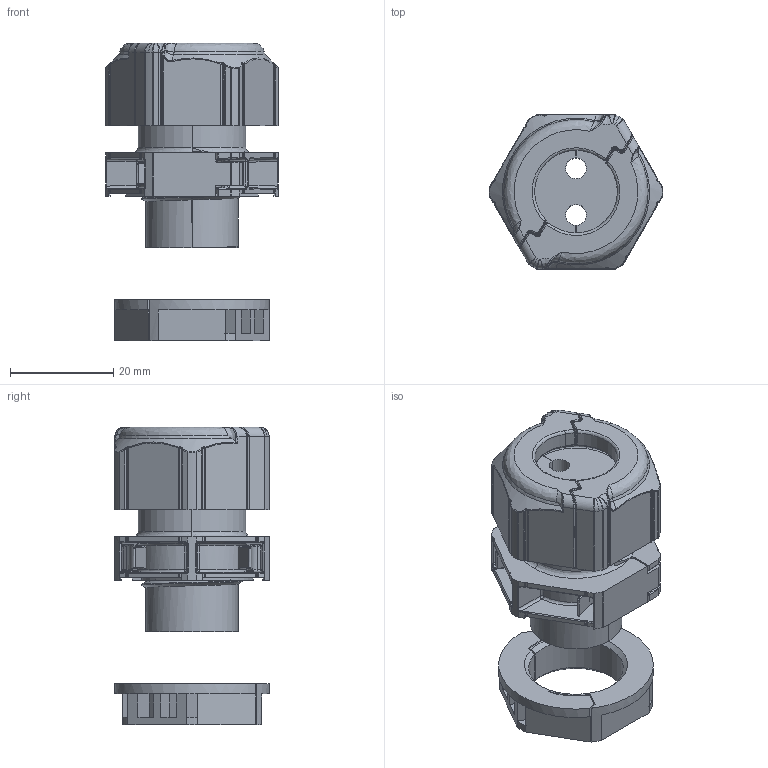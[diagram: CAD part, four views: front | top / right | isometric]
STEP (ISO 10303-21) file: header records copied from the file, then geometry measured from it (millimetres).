
FILE_DESCRIPTION (( 'STEP AP214' ), '1' );
FILE_NAME ('2024950.STP', '2017-05-05T11:03:09', ( '' ), ( '' ), 'SwSTEP 2.0', 'SolidWorks 2016', '' );
FILE_SCHEMA (( 'AUTOMOTIVE_DESIGN' ));
Length unit declared in the file: millimetre
Products named in the file (9): 111593; 2024950; 111566_2x4; PFLITSCH 1420_220 uGGM; 111587_Standard; 111588; 111589; 111590; 111592
Assembly tree (9 placements, depth 4):
  2024950
    111587_Standard
      111592
        111593
      111589
        111590
      111588  x2
    PFLITSCH 1420_220 uGGM
    111566_2x4
Bounding box: 33.53 x 30 x 57.7 mm (x, y, z)
Volume: 18432.6 mm3; surface area: 16825.7 mm2
Topology: 6 solids, 6 shells, 1478 faces, 3972 edges, 2440 vertices
Faces by surface type: cylinder 553, plane 520, bspline 395, cone 8, torus 2
Entity records: 59658 total; most frequent: CARTESIAN_POINT 19425, ORIENTED_EDGE 6738, DIRECTION 5480, EDGE_CURVE 3369, VERTEX_POINT 2121, AXIS2_PLACEMENT_3D 1901, VECTOR 1678, LINE 1678
